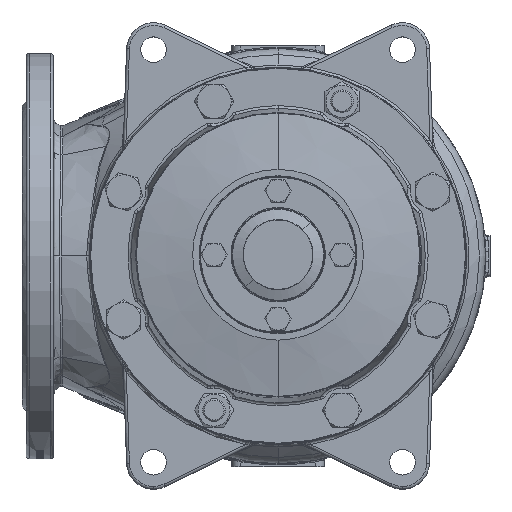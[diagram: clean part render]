
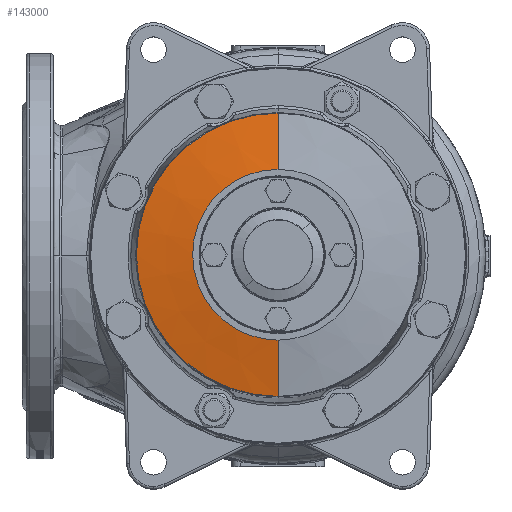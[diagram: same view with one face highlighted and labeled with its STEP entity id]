
A CAD part, top view. The second image highlights one B-rep face of the part: STEP entity #143000.
In plain terms, the highlighted conical face has half-angle 80 degrees and reference radius 60 mm.
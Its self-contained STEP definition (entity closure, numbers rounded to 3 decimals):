
#139054=CARTESIAN_POINT('',(0.,99.587,577.02));
#139055=VERTEX_POINT('',#139054);
#139063=CARTESIAN_POINT('',(0.,-99.587,577.02));
#139064=VERTEX_POINT('',#139063);
#139815=CARTESIAN_POINT('',(-0.,60.,584.));
#139816=VERTEX_POINT('',#139815);
#139817=CARTESIAN_POINT('',(0.,-60.,584.));
#139818=VERTEX_POINT('',#139817);
#139826=CARTESIAN_POINT('',(-0.,-60.,584.));
#139827=DIRECTION('',(-0.,-0.985,-0.174));
#139828=VECTOR('',#139827,40.198);
#139829=LINE('',#139826,#139828);
#139830=EDGE_CURVE('NONE',#139818,#139064,#139829,.T.);
#139833=CARTESIAN_POINT('',(-0.,60.,584.));
#139834=DIRECTION('',(-0.,0.985,-0.174));
#139835=VECTOR('',#139834,40.198);
#139836=LINE('',#139833,#139835);
#139837=EDGE_CURVE('NONE',#139816,#139055,#139836,.T.);
#142973=CARTESIAN_POINT('',(0.,0.,584.));
#142974=DIRECTION('',(0.,0.,-1.));
#142975=DIRECTION('',(0.,1.,0.));
#142976=AXIS2_PLACEMENT_3D('',#142973,#142974,#142975);
#142977=CIRCLE('',#142976,60.);
#142978=EDGE_CURVE('NONE',#139818,#139816,#142977,.T.);
#142983=CARTESIAN_POINT('',(0.,0.,584.));
#142984=DIRECTION('',(0.,0.,-1.));
#142985=DIRECTION('',(0.,1.,0.));
#142986=AXIS2_PLACEMENT_3D('',#142983,#142984,#142985);
#142987=CONICAL_SURFACE('',#142986,60.,80.);
#142988=ORIENTED_EDGE('',*,*,#139830,.F.);
#142989=ORIENTED_EDGE('',*,*,#142978,.T.);
#142990=ORIENTED_EDGE('',*,*,#139837,.T.);
#142991=CARTESIAN_POINT('',(0.,0.,577.02));
#142992=DIRECTION('',(-0.,-0.,1.));
#142993=DIRECTION('',(0.,1.,0.));
#142994=AXIS2_PLACEMENT_3D('',#142991,#142992,#142993);
#142995=CIRCLE('',#142994,99.587);
#142996=EDGE_CURVE('NONE',#139055,#139064,#142995,.T.);
#142997=ORIENTED_EDGE('',*,*,#142996,.T.);
#142998=EDGE_LOOP('',(#142988,#142989,#142990,#142997));
#142999=FACE_BOUND('',#142998,.T.);
#143000=ADVANCED_FACE('NONE',(#142999),#142987,.T.);
